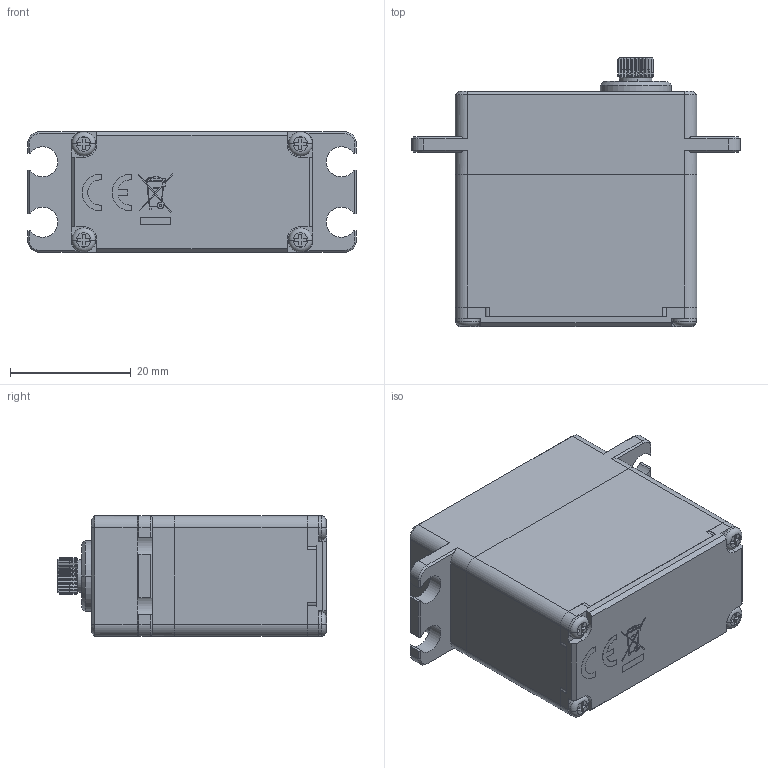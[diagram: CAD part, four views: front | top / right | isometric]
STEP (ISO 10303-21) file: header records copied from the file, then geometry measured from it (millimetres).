
FILE_DESCRIPTION((''),'2;1');
FILE_NAME('X700_ASM','2022-01-18T',('Kil'),(''),'CREO PARAMETRIC BY PTC INC, 2016050','CREO PARAMETRIC BY PTC INC, 2016050','');
FILE_SCHEMA(('CONFIG_CONTROL_DESIGN'));
Length unit declared in the file: millimetre
Products named in the file (8): X700_SKEL; X700T_AL6061_120101010164; X700M_AL6061_120101020155; X700L_AL6061_120101030153; X700SG5F-HP_S45C_120212000823; X700SG5_S45C_120212000661_ASM; 10A_CBH_M2XL28_120201000150; X700_ASM
Assembly tree (10 placements, depth 3):
  X700_ASM
    X700_SKEL
    X700T_AL6061_120101010164
    X700M_AL6061_120101020155
    X700L_AL6061_120101030153
    X700SG5_S45C_120212000661_ASM
      X700SG5F-HP_S45C_120212000823
    10A_CBH_M2XL28_120201000150  x4
Bounding box: 54.5 x 44.6 x 20 mm (x, y, z)
Volume: 32189.1 mm3; surface area: 12445.3 mm2
Topology: 8 solids, 8 shells, 1024 faces, 2751 edges, 1761 vertices
Faces by surface type: cylinder 393, plane 383, cone 127, bspline 88, torus 33
Entity records: 34519 total; most frequent: CARTESIAN_POINT 10674, ORIENTED_EDGE 3932, DIRECTION 3594, EDGE_CURVE 1966, PRESENTATION_STYLE_ASSIGNMENT 1743, STYLED_ITEM 1724, CURVE_STYLE 1707, VERTEX_POINT 1260
